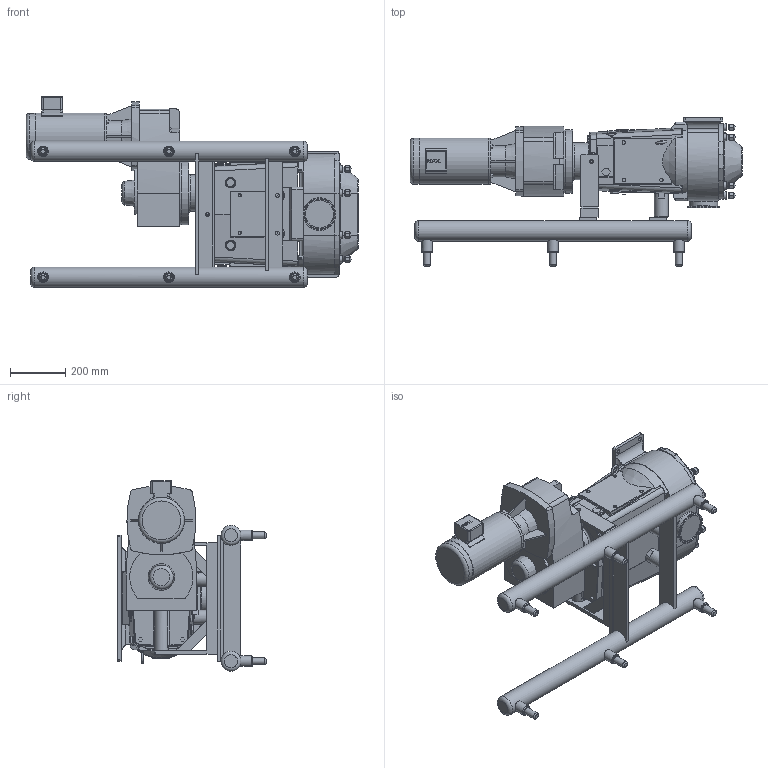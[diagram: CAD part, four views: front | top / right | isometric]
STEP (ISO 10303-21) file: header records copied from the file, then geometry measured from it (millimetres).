
FILE_DESCRIPTION(/* description */ (''),/* implementation_level */ '2;1');
FILE_NAME(/* name */ 'U2_224U2_145TC_(4.06 x 11.25)x4_S-Line_2HP_SIDE_SM.stp',/* time_stamp */ '2021-05-24T18:39:18+05:00',/* author */ ('trtmhr'),/* organization */ (''),/* preprocessor_version */ 'ST-DEVELOPER v18.1',/* originating_system */ 'Autodesk Inventor 2020',/* authorisation */ '');
FILE_SCHEMA (('AUTOMOTIVE_DESIGN { 1 0 10303 214 3 1 1 }'));
Length unit declared in the file: inch
Products named in the file (1): U2_224U2_145TC_(4.06 x 11.25)x4_S-Line_2HP_SIDE_SM
Bounding box: 1205.36 x 539.76 x 691.91 mm (x, y, z)
Volume: 85650336.6 mm3; surface area: 2746508.4 mm2
Topology: 6 solids, 6 shells, 1146 faces, 2950 edges, 1888 vertices
Faces by surface type: plane 521, cylinder 314, bspline 148, torus 92, cone 45, sphere 26
Full cylindrical faces by diameter (mm): 2.54 x2, 5.08 x1, 7.62 x2, 7.798 x1, 10.719 x1, 12.395 x5, 12.7 x8, 13.487 x4, 14.224 x2, 14.3 x3, 19.05 x8, 25.4 x14, 38.1 x6, 50.8 x2, 101.6 x1, 102.946 x1, 119.024 x1, 133.35 x1, 165.989 x1, 166.116 x1, 168.402 x1, 229.997 x1, 230.124 x1
Entity records: 39895 total; most frequent: CARTESIAN_POINT 11874, ORIENTED_EDGE 5878, DIRECTION 5766, EDGE_CURVE 2939, AXIS2_PLACEMENT_3D 2124, VERTEX_POINT 1888, LINE 1518, VECTOR 1518
